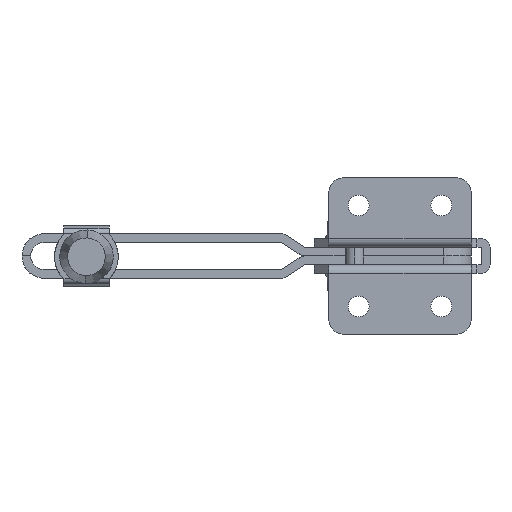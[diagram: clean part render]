
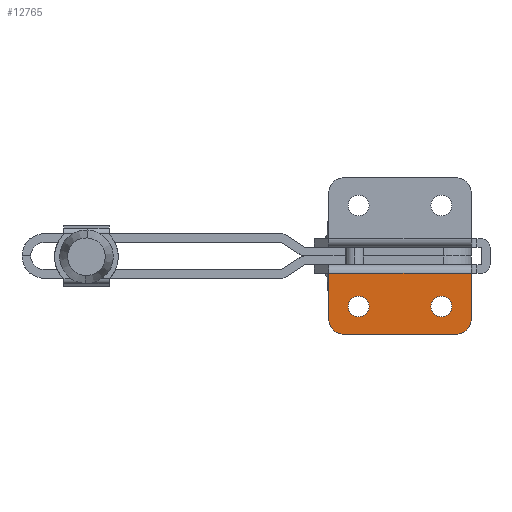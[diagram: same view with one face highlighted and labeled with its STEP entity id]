
A CAD part, front view. The second image highlights one B-rep face of the part: STEP entity #12765.
In plain terms, the highlighted planar face has unit normal (0, -1, 0).
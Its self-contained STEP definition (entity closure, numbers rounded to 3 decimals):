
#125 = ORIENTED_EDGE ( 'NONE', *, *, #29482, .F. ) ;
#131 = AXIS2_PLACEMENT_3D ( 'NONE', #16697, #417, #19437 ) ;
#417 = DIRECTION ( 'NONE',  ( 0., -1., 0. ) ) ;
#1400 = CIRCLE ( 'NONE', #131, 3.6 ) ;
#1722 = CARTESIAN_POINT ( 'NONE',  ( -38.9, 0., -11.45 ) ) ;
#2061 = CARTESIAN_POINT ( 'NONE',  ( -44.2, 0., -16. ) ) ;
#2704 = EDGE_LOOP ( 'NONE', ( #125, #18074 ) ) ;
#3009 = AXIS2_PLACEMENT_3D ( 'NONE', #1722, #20725, #4441 ) ;
#4223 = CIRCLE ( 'NONE', #27103, 5. ) ;
#4372 = DIRECTION ( 'NONE',  ( 0., 1., 0. ) ) ;
#4441 = DIRECTION ( 'NONE',  ( -1., 0., 0. ) ) ;
#4655 = CARTESIAN_POINT ( 'NONE',  ( -10.3, 0., -11.45 ) ) ;
#4782 = DIRECTION ( 'NONE',  ( -1., 0., 0. ) ) ;
#4977 = AXIS2_PLACEMENT_3D ( 'NONE', #23136, #6828, #25875 ) ;
#5697 = VECTOR ( 'NONE', #15620, 1000. ) ;
#5922 = EDGE_LOOP ( 'NONE', ( #30422, #15646 ) ) ;
#6387 = DIRECTION ( 'NONE',  ( 0., 0., -1. ) ) ;
#6828 = DIRECTION ( 'NONE',  ( 0., -1., 0. ) ) ;
#6907 = DIRECTION ( 'NONE',  ( 0., -1., 0. ) ) ;
#7148 = CARTESIAN_POINT ( 'NONE',  ( -42.5, 0., -11.45 ) ) ;
#7226 = VERTEX_POINT ( 'NONE', #9034 ) ;
#7323 = VERTEX_POINT ( 'NONE', #29032 ) ;
#7391 = DIRECTION ( 'NONE',  ( -1., 0., 0. ) ) ;
#7730 = AXIS2_PLACEMENT_3D ( 'NONE', #20660, #4372, #23440 ) ;
#8107 = LINE ( 'NONE', #19934, #15386 ) ;
#8330 = EDGE_CURVE ( 'NONE', #17624, #21830, #10515, .T. ) ;
#8826 = ORIENTED_EDGE ( 'NONE', *, *, #32599, .T. ) ;
#9034 = CARTESIAN_POINT ( 'NONE',  ( -49.2, 0., -16. ) ) ;
#9035 = AXIS2_PLACEMENT_3D ( 'NONE', #4655, #23722, #7391 ) ;
#9126 = CARTESIAN_POINT ( 'NONE',  ( -49.2, 0., 12. ) ) ;
#9896 = ORIENTED_EDGE ( 'NONE', *, *, #35036, .T. ) ;
#10515 = CIRCLE ( 'NONE', #9035, 3.6 ) ;
#10901 = EDGE_CURVE ( 'NONE', #24963, #22253, #12580, .T. ) ;
#12580 = CIRCLE ( 'NONE', #4977, 5. ) ;
#12658 = EDGE_CURVE ( 'NONE', #32519, #7226, #28197, .T. ) ;
#12765 = ADVANCED_FACE ( 'NONE', ( #18385, #13704, #25648 ), #15213, .F. ) ;
#12906 = VECTOR ( 'NONE', #6387, 1000. ) ;
#13704 = FACE_OUTER_BOUND ( 'NONE', #15617, .T. ) ;
#13829 = ORIENTED_EDGE ( 'NONE', *, *, #21363, .F. ) ;
#13956 = CARTESIAN_POINT ( 'NONE',  ( -13.9, 0., -11.45 ) ) ;
#15213 = PLANE ( 'NONE',  #7730 ) ;
#15386 = VECTOR ( 'NONE', #22686, 1000. ) ;
#15617 = EDGE_LOOP ( 'NONE', ( #13829, #8826, #18193, #21174, #9896, #26414 ) ) ;
#15620 = DIRECTION ( 'NONE',  ( -1., 0., 0. ) ) ;
#15646 = ORIENTED_EDGE ( 'NONE', *, *, #20255, .F. ) ;
#16305 = CARTESIAN_POINT ( 'NONE',  ( -5., 0., -21. ) ) ;
#16697 = CARTESIAN_POINT ( 'NONE',  ( -38.9, 0., -11.45 ) ) ;
#17536 = VECTOR ( 'NONE', #25615, 1000. ) ;
#17624 = VERTEX_POINT ( 'NONE', #30399 ) ;
#18074 = ORIENTED_EDGE ( 'NONE', *, *, #8330, .F. ) ;
#18193 = ORIENTED_EDGE ( 'NONE', *, *, #12658, .T. ) ;
#18385 = FACE_BOUND ( 'NONE', #2704, .T. ) ;
#18749 = AXIS2_PLACEMENT_3D ( 'NONE', #23222, #6907, #25948 ) ;
#19437 = DIRECTION ( 'NONE',  ( -1., 0., 0. ) ) ;
#19934 = CARTESIAN_POINT ( 'NONE',  ( 0., 0., 12. ) ) ;
#20255 = EDGE_CURVE ( 'NONE', #29891, #24340, #1400, .T. ) ;
#20660 = CARTESIAN_POINT ( 'NONE',  ( 0., 0., 12. ) ) ;
#20725 = DIRECTION ( 'NONE',  ( 0., -1., 0. ) ) ;
#21070 = DIRECTION ( 'NONE',  ( 0., -1., 0. ) ) ;
#21174 = ORIENTED_EDGE ( 'NONE', *, *, #23824, .T. ) ;
#21363 = EDGE_CURVE ( 'NONE', #23736, #22253, #8107, .T. ) ;
#21830 = VERTEX_POINT ( 'NONE', #13956 ) ;
#22224 = CARTESIAN_POINT ( 'NONE',  ( 0., 0., -16. ) ) ;
#22253 = VERTEX_POINT ( 'NONE', #22224 ) ;
#22686 = DIRECTION ( 'NONE',  ( 0., 0., -1. ) ) ;
#22762 = CARTESIAN_POINT ( 'NONE',  ( -49.2, 0., -21. ) ) ;
#23136 = CARTESIAN_POINT ( 'NONE',  ( -5., 0., -16. ) ) ;
#23222 = CARTESIAN_POINT ( 'NONE',  ( -10.3, 0., -11.45 ) ) ;
#23440 = DIRECTION ( 'NONE',  ( -1., 0., 0. ) ) ;
#23722 = DIRECTION ( 'NONE',  ( 0., -1., 0. ) ) ;
#23736 = VERTEX_POINT ( 'NONE', #31375 ) ;
#23824 = EDGE_CURVE ( 'NONE', #7226, #7323, #4223, .T. ) ;
#24340 = VERTEX_POINT ( 'NONE', #7148 ) ;
#24963 = VERTEX_POINT ( 'NONE', #16305 ) ;
#25615 = DIRECTION ( 'NONE',  ( 1., 0., 0. ) ) ;
#25648 = FACE_BOUND ( 'NONE', #5922, .T. ) ;
#25875 = DIRECTION ( 'NONE',  ( -1., 0., 0. ) ) ;
#25948 = DIRECTION ( 'NONE',  ( -1., 0., 0. ) ) ;
#26414 = ORIENTED_EDGE ( 'NONE', *, *, #10901, .T. ) ;
#26605 = LINE ( 'NONE', #31945, #5697 ) ;
#27103 = AXIS2_PLACEMENT_3D ( 'NONE', #2061, #21070, #4782 ) ;
#27676 = CARTESIAN_POINT ( 'NONE',  ( -35.3, 0., -11.45 ) ) ;
#28197 = LINE ( 'NONE', #9126, #12906 ) ;
#28919 = EDGE_CURVE ( 'NONE', #24340, #29891, #29717, .T. ) ;
#29032 = CARTESIAN_POINT ( 'NONE',  ( -44.2, 0., -21. ) ) ;
#29482 = EDGE_CURVE ( 'NONE', #21830, #17624, #32281, .T. ) ;
#29717 = CIRCLE ( 'NONE', #3009, 3.6 ) ;
#29891 = VERTEX_POINT ( 'NONE', #27676 ) ;
#30399 = CARTESIAN_POINT ( 'NONE',  ( -6.7, 0., -11.45 ) ) ;
#30422 = ORIENTED_EDGE ( 'NONE', *, *, #28919, .F. ) ;
#31375 = CARTESIAN_POINT ( 'NONE',  ( 0., 0., 0. ) ) ;
#31497 = CARTESIAN_POINT ( 'NONE',  ( -49.2, 0., 0. ) ) ;
#31945 = CARTESIAN_POINT ( 'NONE',  ( 0., 0., 0. ) ) ;
#32051 = LINE ( 'NONE', #22762, #17536 ) ;
#32281 = CIRCLE ( 'NONE', #18749, 3.6 ) ;
#32519 = VERTEX_POINT ( 'NONE', #31497 ) ;
#32599 = EDGE_CURVE ( 'NONE', #23736, #32519, #26605, .T. ) ;
#35036 = EDGE_CURVE ( 'NONE', #7323, #24963, #32051, .T. ) ;
